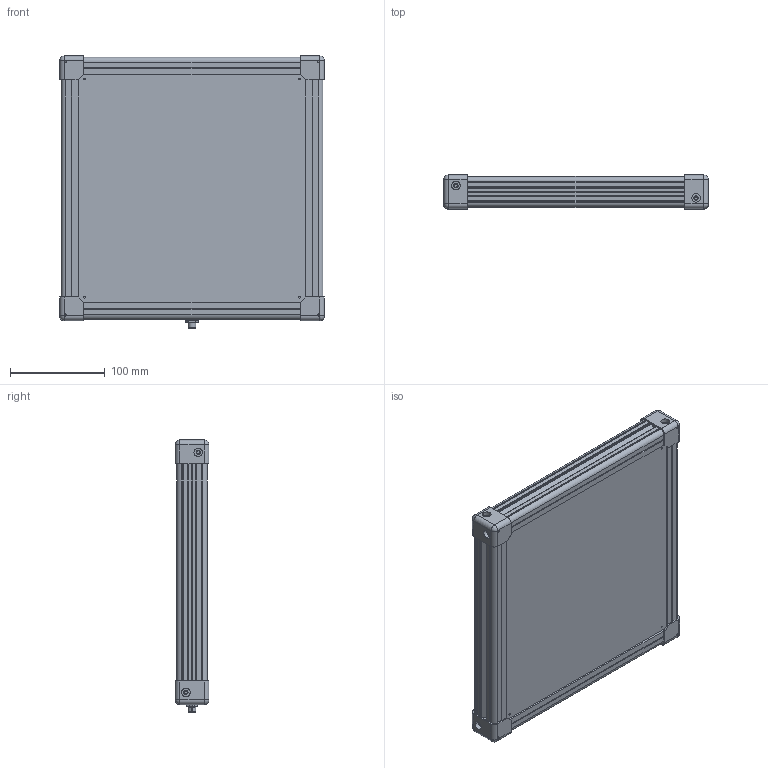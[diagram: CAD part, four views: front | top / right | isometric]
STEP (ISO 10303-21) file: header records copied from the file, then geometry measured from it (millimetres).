
FILE_DESCRIPTION (( 'STEP AP214' ), '1' );
FILE_NAME ('LTBC234234-X ASSEM.STEP', '2019-04-12T04:14:50', ( '' ), ( '' ), 'SwSTEP 2.0', 'SolidWorks 2018', '' );
FILE_SCHEMA (( 'AUTOMOTIVE_DESIGN' ));
Length unit declared in the file: millimetre
Products named in the file (16): CONNECTOR-M-642-PMP-R-WASHER; CONNECTOR-M-642-PMP-R; MBBX-00-240X240-X-X-24V-CONNECTOR HOLDER; MBBX-PCB(60X60); MBBX-PCB SIZE(60X60); MBBX-00-240X240-X-X-24V-BASE PLATE; MBBX-00-240X240-X-X-24V-EXTRUSION CABLE HOLE; MBBX-00-240X240-X-X-24V-03(REV06)-STOPPER; MBBX-00-240X240-X-X-24V-PET STICKER; MBBX-00-240X240-X-X-24V-EXTRUSION; MBBX-00-240X240-X-X-24V-PERSPEX 2MM; MBBX-PCB-SMD; LTBC234234-X ASSEM; CONNECTOR-M-642-PMP-R NUT; MBBX-00-240X240-X-X-24V-PET STICKER SHORT; MBBX-00-240X240-X-X-24V-07(REV03)-STOPPER WITH LOGO
Assembly tree (144 placements, depth 3):
  LTBC234234-X ASSEM
    MBBX-00-240X240-X-X-24V-BASE PLATE
    MBBX-00-240X240-X-X-24V-EXTRUSION  x3
    MBBX-00-240X240-X-X-24V-EXTRUSION CABLE HOLE
    MBBX-00-240X240-X-X-24V-03(REV06)-STOPPER  x3
    MBBX-PCB(60X60)  x16
      MBBX-PCB SIZE(60X60)
      MBBX-PCB-SMD
    MBBX-00-240X240-X-X-24V-PERSPEX 2MM
    MBBX-00-240X240-X-X-24V-CONNECTOR HOLDER
    MBBX-00-240X240-X-X-24V-07(REV03)-STOPPER WITH LOGO
    CONNECTOR-M-642-PMP-R
    CONNECTOR-M-642-PMP-R NUT
    CONNECTOR-M-642-PMP-R-WASHER
    MBBX-00-240X240-X-X-24V-PET STICKER  x3
    MBBX-00-240X240-X-X-24V-PET STICKER SHORT  x2
Bounding box: 279 x 35.7 x 286.75 mm (x, y, z)
Volume: 648640.3 mm3; surface area: 654898.2 mm2
Topology: 1768 solids, 1768 shells, 16213 faces, 35997 edges, 23946 vertices
Faces by surface type: plane 14171, bspline 1596, cylinder 366, cone 68, sphere 8, torus 4
Entity records: 37476 total; most frequent: CARTESIAN_POINT 12900, ORIENTED_EDGE 4618, DIRECTION 4141, EDGE_CURVE 2309, LINE 1619, VECTOR 1619, VERTEX_POINT 1516, AXIS2_PLACEMENT_3D 1261
